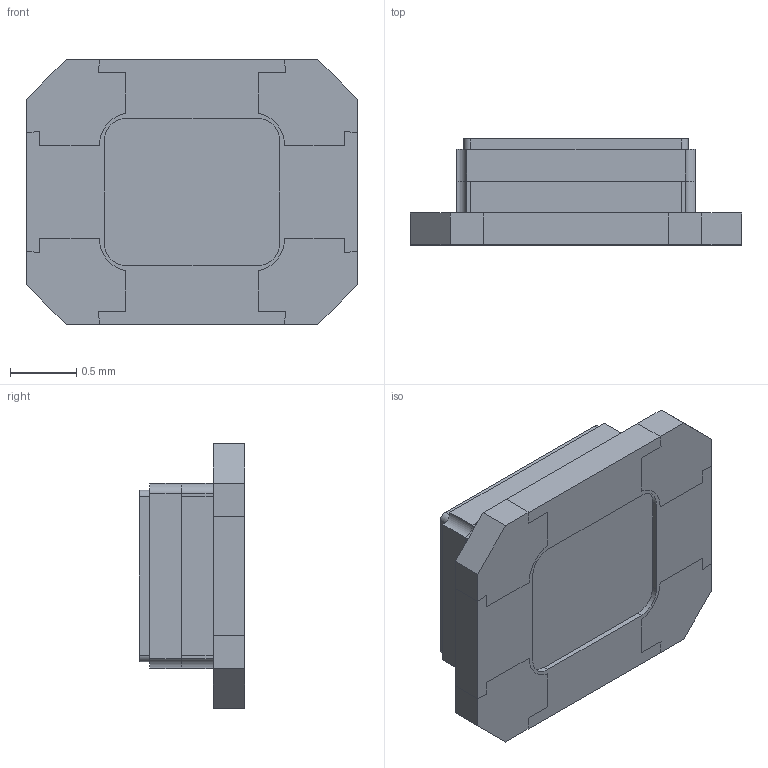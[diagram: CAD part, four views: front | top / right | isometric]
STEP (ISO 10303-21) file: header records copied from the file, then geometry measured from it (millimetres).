
FILE_DESCRIPTION (( 'STEP AP214' ), '1' );
FILE_NAME ('KC2520K14.7456C10E00.STEP', '2024-10-02T22:03:32', ( '' ), ( '' ), 'SwSTEP 2.0', 'SolidWorks 2021', '' );
FILE_SCHEMA (( 'AUTOMOTIVE_DESIGN' ));
Length unit declared in the file: millimetre
Products named in the file (1): KC2520K14.7456C10E00
Bounding box: 2.5 x 0.8 x 2 mm (x, y, z)
Volume: 2.5 mm3; surface area: 37 mm2
Topology: 14 solids, 14 shells, 166 faces, 408 edges, 272 vertices
Faces by surface type: plane 122, cylinder 44
Entity records: 5047 total; most frequent: CARTESIAN_POINT 847, DIRECTION 846, ORIENTED_EDGE 816, EDGE_CURVE 408, LINE 304, VECTOR 304, VERTEX_POINT 272, AXIS2_PLACEMENT_3D 271
